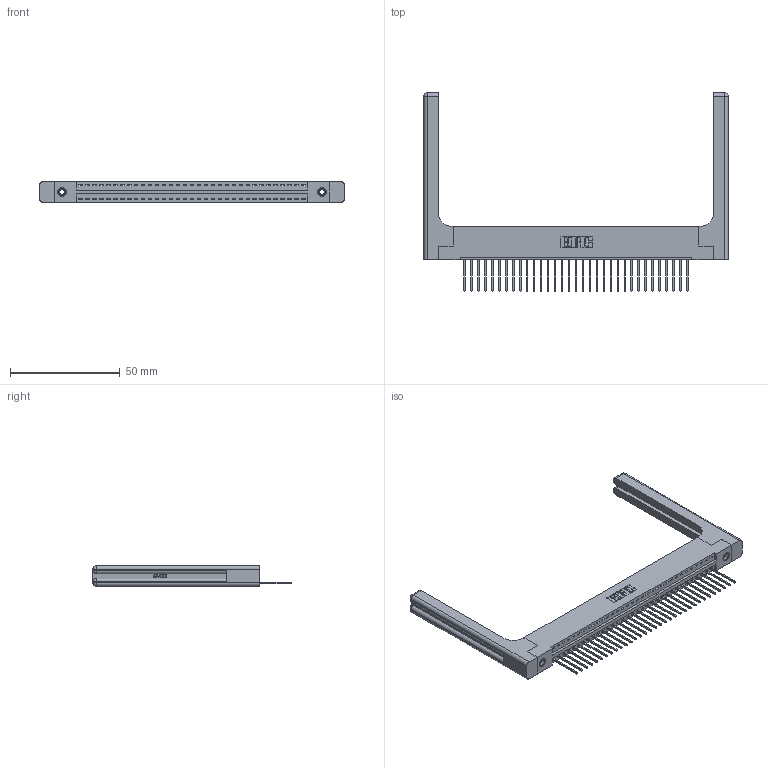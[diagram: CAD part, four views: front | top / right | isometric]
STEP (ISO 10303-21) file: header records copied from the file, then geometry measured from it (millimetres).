
FILE_DESCRIPTION (( 'STEP AP203' ), '1' );
FILE_NAME ('396-033-540-158.STEP', '2019-10-27T15:13:11', ( '' ), ( '' ), 'SwSTEP 2.0', 'SolidWorks 2016', '' );
FILE_SCHEMA (( 'CONFIG_CONTROL_DESIGN' ));
Length unit declared in the file: inch
Products named in the file (5): 396-033-540-158; 345-292-001_345-293-140; 346-220-058_345-220-058; 346 Part_Flush Mounting Lugs - 0.156 Dia-TH; 345-250-001_345-250-001-102
Assembly tree (38 placements, depth 2):
  396-033-540-158
    346 Part_Flush Mounting Lugs - 0.156 Dia-TH
    345-292-001_345-293-140  x33
    345-250-001_345-250-001-102  x2
    346-220-058_345-220-058  x2
Bounding box: 138.84 x 90.42 x 9.4 mm (x, y, z)
Volume: 20790.8 mm3; surface area: 21987.4 mm2
Topology: 38 solids, 38 shells, 2292 faces, 6803 edges, 4470 vertices
Faces by surface type: plane 1544, cylinder 688, bspline 36, cone 12, sphere 8, torus 4
Entity records: 26892 total; most frequent: CARTESIAN_POINT 5592, ORIENTED_EDGE 4356, DIRECTION 3876, EDGE_CURVE 2178, LINE 1822, VECTOR 1822, VERTEX_POINT 1442, AXIS2_PLACEMENT_3D 1027
